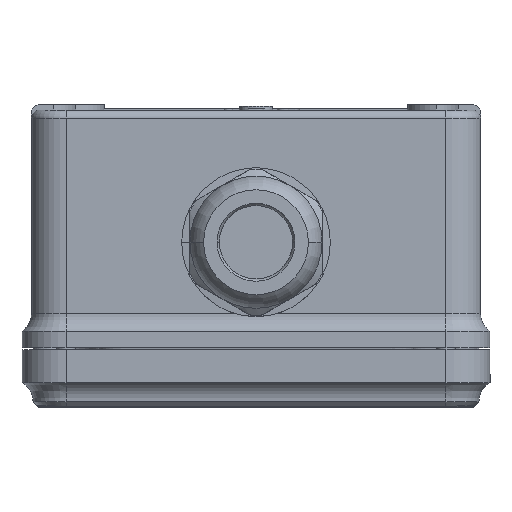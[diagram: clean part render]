
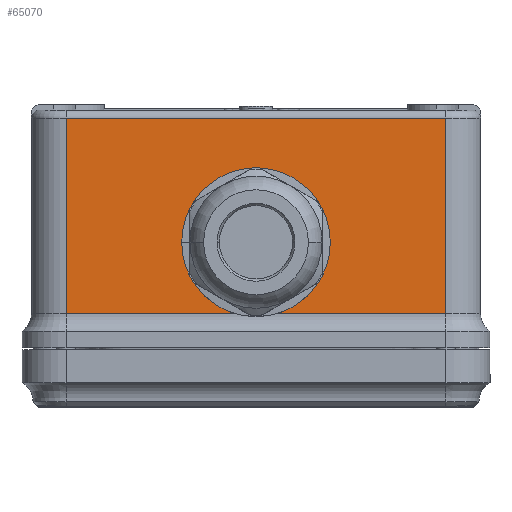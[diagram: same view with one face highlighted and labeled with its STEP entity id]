
A CAD part, front view. The second image highlights one B-rep face of the part: STEP entity #65070.
In plain terms, the highlighted planar face has unit normal (0, -1, 0).
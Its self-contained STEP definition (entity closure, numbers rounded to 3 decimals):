
#2112 = CARTESIAN_POINT ( 'NONE',  ( 0., -40.8, 29.2 ) ) ;
#2125 = CARTESIAN_POINT ( 'NONE',  ( 0., -40.8, 9.2 ) ) ;
#12484 = CARTESIAN_POINT ( 'NONE',  ( -34.5, -40.8, 41.7 ) ) ;
#12510 = CARTESIAN_POINT ( 'NONE',  ( 34.5, -40.8, 41.7 ) ) ;
#12569 = CARTESIAN_POINT ( 'NONE',  ( -34.5, -40.8, 6.273 ) ) ;
#12611 = CARTESIAN_POINT ( 'NONE',  ( 34.5, -40.8, 6.273 ) ) ;
#17006 = AXIS2_PLACEMENT_3D ( 'NONE', #39313, #39315, #39317 ) ;
#30811 = CARTESIAN_POINT ( 'NONE',  ( -34.5, -40.8, -120.208 ) ) ;
#30817 = PLANE ( 'NONE',  #74802 ) ;
#30819 = DIRECTION ( 'NONE',  ( 0., -1., 0. ) ) ;
#30820 = DIRECTION ( 'NONE',  ( 0., 0., -1. ) ) ;
#33268 = LINE ( 'NONE', #39285, #33271 ) ;
#33270 = LINE ( 'NONE', #39311, #33276 ) ;
#33271 = VECTOR ( 'NONE', #39288, 1000. ) ;
#33273 = CIRCLE ( 'NONE', #17006, 10. ) ;
#33274 = LINE ( 'NONE', #39309, #33278 ) ;
#33276 = VECTOR ( 'NONE', #39300, 1000. ) ;
#33277 = LINE ( 'NONE', #39323, #33280 ) ;
#33278 = VECTOR ( 'NONE', #39320, 1000. ) ;
#33280 = VECTOR ( 'NONE', #39325, 1000. ) ;
#39285 = CARTESIAN_POINT ( 'NONE',  ( -34.5, -40.8, -120.208 ) ) ;
#39288 = DIRECTION ( 'NONE',  ( 0., 0., 1. ) ) ;
#39300 = DIRECTION ( 'NONE',  ( 0., 0., 1. ) ) ;
#39309 = CARTESIAN_POINT ( 'NONE',  ( -34.5, -40.8, 41.7 ) ) ;
#39311 = CARTESIAN_POINT ( 'NONE',  ( 34.5, -40.8, -120.208 ) ) ;
#39313 = CARTESIAN_POINT ( 'NONE',  ( 0., -40.8, 19.2 ) ) ;
#39315 = DIRECTION ( 'NONE',  ( 0., -1., 0. ) ) ;
#39317 = DIRECTION ( 'NONE',  ( 0., 0., -1. ) ) ;
#39320 = DIRECTION ( 'NONE',  ( -1., 0., 0. ) ) ;
#39323 = CARTESIAN_POINT ( 'NONE',  ( 34.5, -40.8, 6.273 ) ) ;
#39325 = DIRECTION ( 'NONE',  ( 1., 0., 0. ) ) ;
#54306 = AXIS2_PLACEMENT_3D ( 'NONE', #89367, #89369, #89371 ) ;
#57750 = ORIENTED_EDGE ( 'NONE', *, *, #59853, .F. ) ;
#57751 = ORIENTED_EDGE ( 'NONE', *, *, #59859, .T. ) ;
#57752 = ORIENTED_EDGE ( 'NONE', *, *, #59858, .T. ) ;
#57753 = ORIENTED_EDGE ( 'NONE', *, *, #59857, .T. ) ;
#57754 = ORIENTED_EDGE ( 'NONE', *, *, #75338, .F. ) ;
#57755 = ORIENTED_EDGE ( 'NONE', *, *, #59856, .F. ) ;
#59853 = EDGE_CURVE ( 'NONE', #86268, #86122, #33268, .T. ) ;
#59856 = EDGE_CURVE ( 'NONE', #79871, #79865, #33273, .T. ) ;
#59857 = EDGE_CURVE ( 'NONE', #86313, #86164, #33270, .T. ) ;
#59858 = EDGE_CURVE ( 'NONE', #86164, #86122, #33274, .T. ) ;
#59859 = EDGE_CURVE ( 'NONE', #86268, #86313, #33277, .T. ) ;
#65070 = ADVANCED_FACE ( 'NONE', ( #78268, #78259 ), #30817, .T. ) ;
#74802 = AXIS2_PLACEMENT_3D ( 'NONE', #30811, #30819, #30820 ) ;
#75338 = EDGE_CURVE ( 'NONE', #79865, #79871, #80014, .T. ) ;
#78259 = FACE_OUTER_BOUND ( 'NONE', #94762, .T. ) ;
#78268 = FACE_BOUND ( 'NONE', #94539, .T. ) ;
#79865 = VERTEX_POINT ( 'NONE', #2112 ) ;
#79871 = VERTEX_POINT ( 'NONE', #2125 ) ;
#80014 = CIRCLE ( 'NONE', #54306, 10. ) ;
#86122 = VERTEX_POINT ( 'NONE', #12484 ) ;
#86164 = VERTEX_POINT ( 'NONE', #12510 ) ;
#86268 = VERTEX_POINT ( 'NONE', #12569 ) ;
#86313 = VERTEX_POINT ( 'NONE', #12611 ) ;
#89367 = CARTESIAN_POINT ( 'NONE',  ( 0., -40.8, 19.2 ) ) ;
#89369 = DIRECTION ( 'NONE',  ( 0., -1., 0. ) ) ;
#89371 = DIRECTION ( 'NONE',  ( 0., 0., -1. ) ) ;
#94539 = EDGE_LOOP ( 'NONE', ( #57755, #57754 ) ) ;
#94762 = EDGE_LOOP ( 'NONE', ( #57753, #57752, #57750, #57751 ) ) ;
